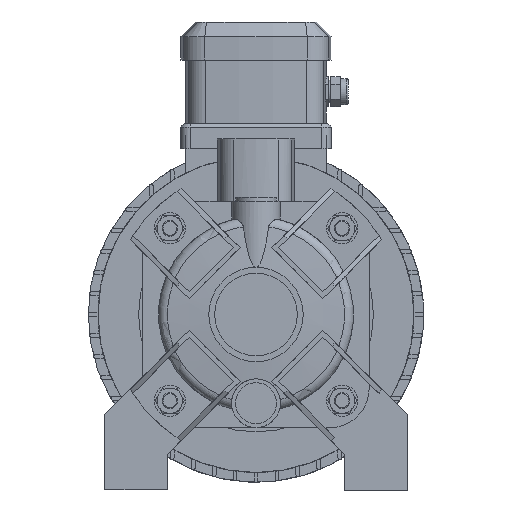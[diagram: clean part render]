
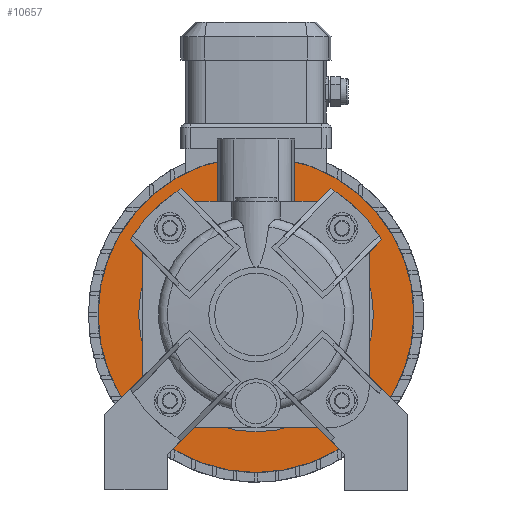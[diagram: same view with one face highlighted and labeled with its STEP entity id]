
A CAD part, left-side view. The second image highlights one B-rep face of the part: STEP entity #10657.
In plain terms, the highlighted planar face has unit normal (-1, 0, 0).
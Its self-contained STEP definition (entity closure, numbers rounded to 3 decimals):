
#2317=PLANE('',#11738);
#2484=FACE_BOUND('',#3704,.T.);
#2989=FACE_OUTER_BOUND('',#3703,.T.);
#3703=EDGE_LOOP('',(#9323));
#3704=EDGE_LOOP('',(#9324));
#4296=CIRCLE('',#11540,81.);
#4335=CIRCLE('',#11737,60.2);
#5152=VERTEX_POINT('',#18252);
#5228=VERTEX_POINT('',#18677);
#6452=EDGE_CURVE('',#5152,#5152,#4296,.T.);
#6643=EDGE_CURVE('',#5228,#5228,#4335,.T.);
#9323=ORIENTED_EDGE('',*,*,#6452,.F.);
#9324=ORIENTED_EDGE('',*,*,#6643,.T.);
#10657=ADVANCED_FACE('',(#2989,#2484),#2317,.T.);
#11540=AXIS2_PLACEMENT_3D('',#18253,#13780,#13781);
#11737=AXIS2_PLACEMENT_3D('',#18678,#14326,#14327);
#11738=AXIS2_PLACEMENT_3D('',#18679,#14328,#14329);
#13780=DIRECTION('center_axis',(1.,0.,0.));
#13781=DIRECTION('ref_axis',(0.,1.,0.));
#14326=DIRECTION('center_axis',(1.,0.,0.));
#14327=DIRECTION('ref_axis',(0.,1.,0.));
#14328=DIRECTION('center_axis',(-1.,0.,0.));
#14329=DIRECTION('ref_axis',(0.,0.,1.));
#18252=CARTESIAN_POINT('',(48.5,81.,90.));
#18253=CARTESIAN_POINT('Origin',(48.5,0.,90.));
#18677=CARTESIAN_POINT('',(48.5,60.2,90.));
#18678=CARTESIAN_POINT('Origin',(48.5,0.,90.));
#18679=CARTESIAN_POINT('Origin',(48.5,70.6,90.));
